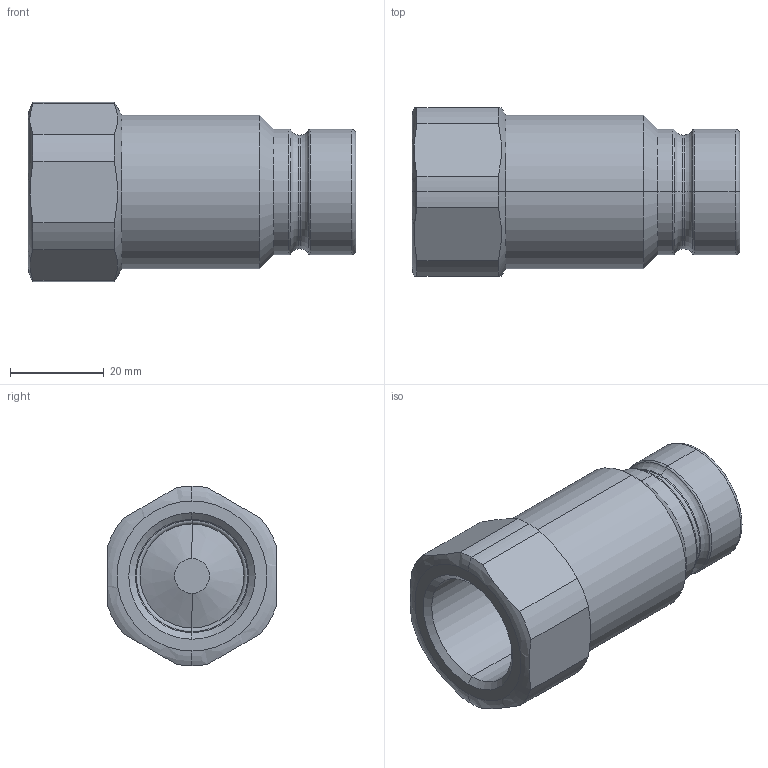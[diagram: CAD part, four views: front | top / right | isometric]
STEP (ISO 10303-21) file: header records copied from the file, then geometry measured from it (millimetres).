
FILE_DESCRIPTION (( 'STEP AP214' ), '1' );
FILE_NAME ('BF19.7104_IC_JV.STEP', '2016-10-12T15:02:35', ( '' ), ( '' ), 'SwSTEP 2.0', 'SolidWorks 2016', '' );
FILE_SCHEMA (( 'AUTOMOTIVE_DESIGN' ));
Length unit declared in the file: millimetre
Products named in the file (1): BF19.7104_IC_JV
Bounding box: 70 x 36 x 38.31 mm (x, y, z)
Volume: 48331.2 mm3; surface area: 11207.3 mm2
Topology: 1 solids, 1 shells, 59 faces, 129 edges, 74 vertices
Faces by surface type: cylinder 23, torus 16, cone 10, plane 10
Entity records: 1747 total; most frequent: CARTESIAN_POINT 387, DIRECTION 315, ORIENTED_EDGE 258, AXIS2_PLACEMENT_3D 138, EDGE_CURVE 129, CIRCLE 78, VERTEX_POINT 74, EDGE_LOOP 61
